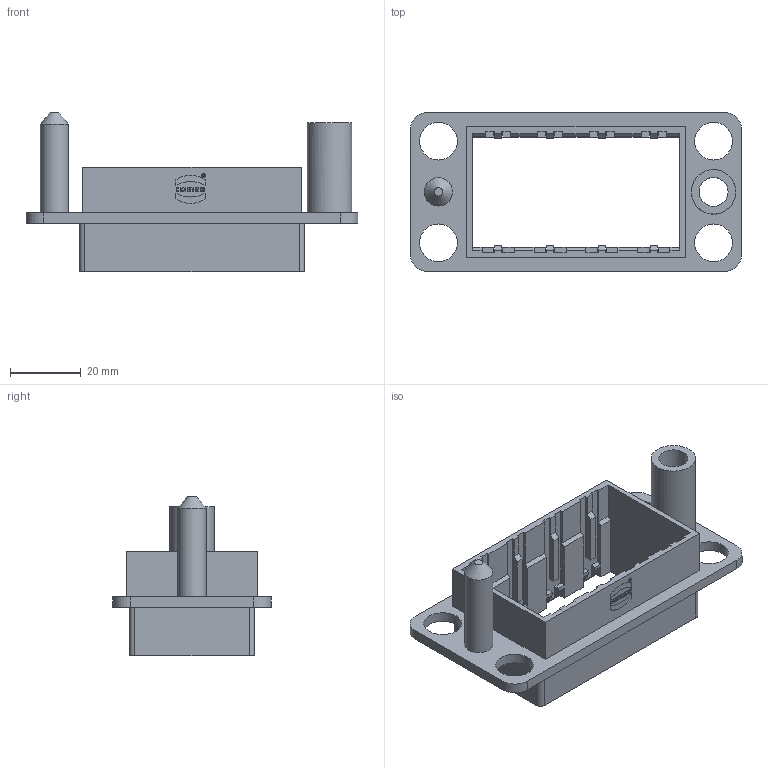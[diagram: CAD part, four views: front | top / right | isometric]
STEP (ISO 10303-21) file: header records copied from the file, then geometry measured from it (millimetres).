
FILE_DESCRIPTION(/* description */ (''),/* implementation_level */ '2;1');
FILE_NAME(/* name */ '100180372ugm000_c.stp',/* time_stamp */ '2019-12-11T14:15:46+01:00',/* author */ (''),/* organization */ (''),/* preprocessor_version */ 'ST-DEVELOPER v16.7',/* originating_system */ 'SIEMENS PLM Software NX 12.0',/* authorisation */ '');
FILE_SCHEMA (('AUTOMOTIVE_DESIGN { 1 0 10303 214 3 1 1 1 }'));
Length unit declared in the file: millimetre
Products named in the file (1): 100180372ugm000_c
Bounding box: 94 x 45 x 45.2 mm (x, y, z)
Volume: 17914.8 mm3; surface area: 19092.2 mm2
Topology: 1 solids, 1 shells, 380 faces, 1056 edges, 707 vertices
Faces by surface type: plane 306, extrusion 48, cylinder 25, cone 1
Full cylindrical faces by diameter (mm): 0.911 x1, 1.077 x1, 8 x1, 8.2 x1, 10.7 x4, 12.6 x1
Entity records: 14940 total; most frequent: CARTESIAN_POINT 2657, ORIENTED_EDGE 2084, DIRECTION 1710, EDGE_CURVE 1042, VECTOR 942, LINE 894, VERTEX_POINT 701, EDGE_LOOP 429
